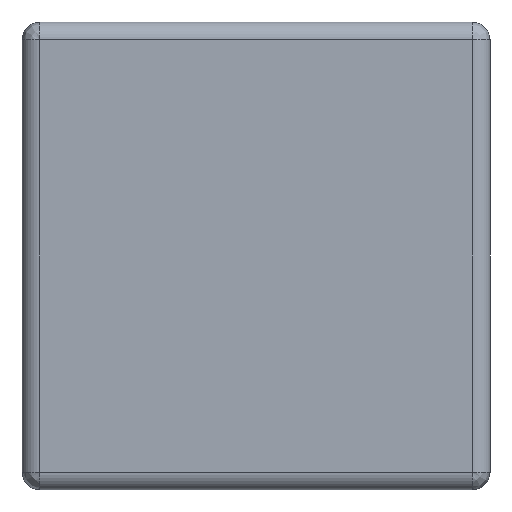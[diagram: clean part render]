
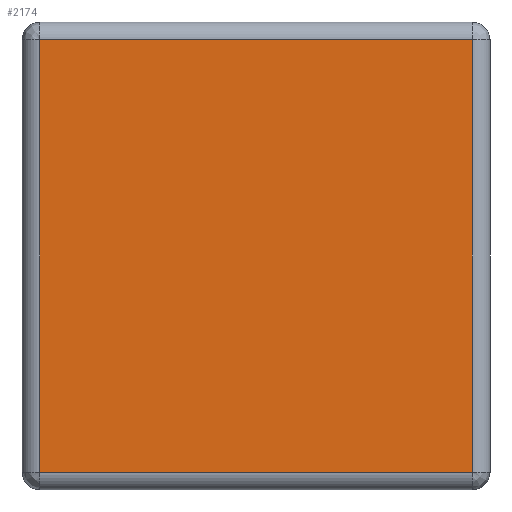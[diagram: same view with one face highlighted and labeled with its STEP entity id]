
A CAD part, left-side view. The second image highlights one B-rep face of the part: STEP entity #2174.
In plain terms, the highlighted planar face has unit normal (-1, 0, 0).
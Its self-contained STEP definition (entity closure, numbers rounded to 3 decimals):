
#219 = LINE ( 'NONE', #250, #6304 ) ;
#250 = CARTESIAN_POINT ( 'NONE',  ( -0.8, 0.76, -0.4 ) ) ;
#331 = DIRECTION ( 'NONE',  ( 0., 0., 1. ) ) ;
#474 = EDGE_CURVE ( 'NONE', #4831, #3190, #219, .T. ) ;
#573 = DIRECTION ( 'NONE',  ( 0., -1., 0. ) ) ;
#956 = VECTOR ( 'NONE', #1756, 1000. ) ;
#1043 = AXIS2_PLACEMENT_3D ( 'NONE', #3991, #6114, #5609 ) ;
#1220 = ORIENTED_EDGE ( 'NONE', *, *, #474, .F. ) ;
#1236 = LINE ( 'NONE', #2383, #4987 ) ;
#1376 = EDGE_CURVE ( 'NONE', #6258, #4831, #1236, .T. ) ;
#1756 = DIRECTION ( 'NONE',  ( 0., 0., -1. ) ) ;
#1852 = PLANE ( 'NONE',  #1043 ) ;
#1917 = EDGE_CURVE ( 'NONE', #3190, #3407, #3108, .T. ) ;
#2174 = ADVANCED_FACE ( 'NONE', ( #6645 ), #1852, .T. ) ;
#2373 = LINE ( 'NONE', #3452, #956 ) ;
#2383 = CARTESIAN_POINT ( 'NONE',  ( -0.8, 0.79, -0.37 ) ) ;
#3108 = LINE ( 'NONE', #6378, #4194 ) ;
#3190 = VERTEX_POINT ( 'NONE', #3923 ) ;
#3379 = EDGE_LOOP ( 'NONE', ( #6134, #5809, #1220, #4514 ) ) ;
#3407 = VERTEX_POINT ( 'NONE', #6446 ) ;
#3452 = CARTESIAN_POINT ( 'NONE',  ( -0.8, 0.02, -0.4 ) ) ;
#3923 = CARTESIAN_POINT ( 'NONE',  ( -0.8, 0.76, 0.37 ) ) ;
#3991 = CARTESIAN_POINT ( 'NONE',  ( -0.8, 0.79, -0.4 ) ) ;
#4194 = VECTOR ( 'NONE', #573, 1000. ) ;
#4290 = EDGE_CURVE ( 'NONE', #3407, #6258, #2373, .T. ) ;
#4514 = ORIENTED_EDGE ( 'NONE', *, *, #1376, .F. ) ;
#4763 = CARTESIAN_POINT ( 'NONE',  ( -0.8, 0.02, -0.37 ) ) ;
#4831 = VERTEX_POINT ( 'NONE', #6818 ) ;
#4987 = VECTOR ( 'NONE', #5526, 1000. ) ;
#5526 = DIRECTION ( 'NONE',  ( 0., 1., 0. ) ) ;
#5609 = DIRECTION ( 'NONE',  ( 0., 0., 1. ) ) ;
#5809 = ORIENTED_EDGE ( 'NONE', *, *, #1917, .F. ) ;
#6114 = DIRECTION ( 'NONE',  ( -1., 0., 0. ) ) ;
#6134 = ORIENTED_EDGE ( 'NONE', *, *, #4290, .F. ) ;
#6258 = VERTEX_POINT ( 'NONE', #4763 ) ;
#6304 = VECTOR ( 'NONE', #331, 1000. ) ;
#6378 = CARTESIAN_POINT ( 'NONE',  ( -0.8, 0., 0.37 ) ) ;
#6446 = CARTESIAN_POINT ( 'NONE',  ( -0.8, 0.02, 0.37 ) ) ;
#6645 = FACE_OUTER_BOUND ( 'NONE', #3379, .T. ) ;
#6818 = CARTESIAN_POINT ( 'NONE',  ( -0.8, 0.76, -0.37 ) ) ;
